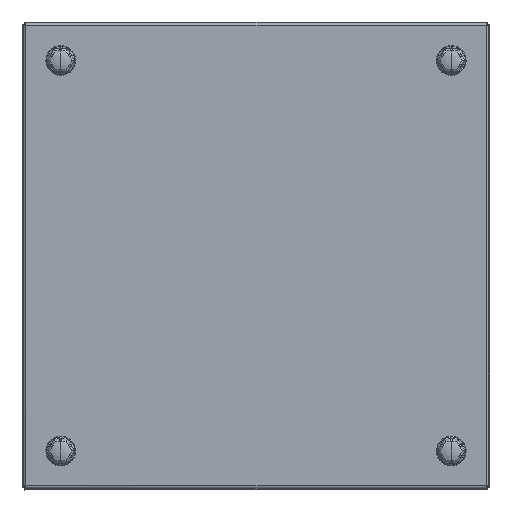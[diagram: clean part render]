
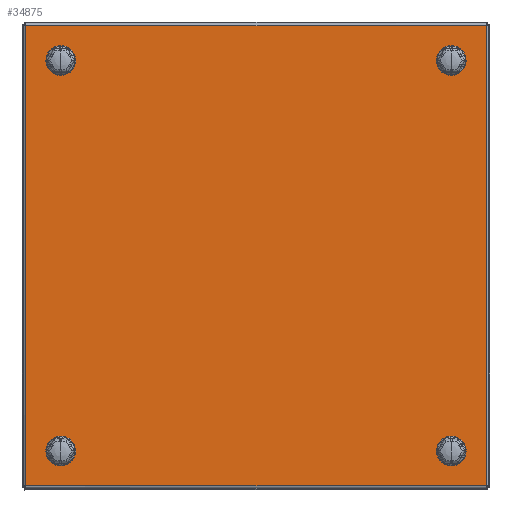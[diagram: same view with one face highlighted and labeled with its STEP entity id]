
A CAD part, top view. The second image highlights one B-rep face of the part: STEP entity #34875.
In plain terms, the highlighted planar face has unit normal (0, 0, 1).
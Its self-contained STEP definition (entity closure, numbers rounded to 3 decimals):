
#199 = EDGE_CURVE ( 'NONE', #30395, #20318, #11311, .T. ) ;
#272 = CARTESIAN_POINT ( 'NONE',  ( -83.5, 83.5, 100. ) ) ;
#763 = LINE ( 'NONE', #30195, #4050 ) ;
#860 = DIRECTION ( 'NONE',  ( 0., 0., 1. ) ) ;
#1041 = EDGE_LOOP ( 'NONE', ( #26526, #30800, #40464, #46767 ) ) ;
#3561 = VERTEX_POINT ( 'NONE', #31105 ) ;
#3810 = EDGE_CURVE ( 'NONE', #47063, #3561, #18711, .T. ) ;
#3957 = CARTESIAN_POINT ( 'NONE',  ( -80.75, 83.5, 100. ) ) ;
#4050 = VECTOR ( 'NONE', #16408, 1000. ) ;
#5069 = AXIS2_PLACEMENT_3D ( 'NONE', #5885, #34639, #34873 ) ;
#5121 = FACE_BOUND ( 'NONE', #17167, .T. ) ;
#5349 = FACE_BOUND ( 'NONE', #35360, .T. ) ;
#5762 = VERTEX_POINT ( 'NONE', #30886 ) ;
#5885 = CARTESIAN_POINT ( 'NONE',  ( 83.5, -83.5, 100. ) ) ;
#6480 = VERTEX_POINT ( 'NONE', #19169 ) ;
#6550 = CARTESIAN_POINT ( 'NONE',  ( -98.4, -98.4, 100. ) ) ;
#6641 = EDGE_CURVE ( 'NONE', #42202, #5762, #23569, .T. ) ;
#6643 = EDGE_LOOP ( 'NONE', ( #11090, #15080 ) ) ;
#7082 = DIRECTION ( 'NONE',  ( 0., 0., 1. ) ) ;
#7111 = VECTOR ( 'NONE', #36378, 1000. ) ;
#7349 = CARTESIAN_POINT ( 'NONE',  ( -86.25, -83.5, 100. ) ) ;
#7769 = CARTESIAN_POINT ( 'NONE',  ( -98.429, -98.4, 100. ) ) ;
#7819 = AXIS2_PLACEMENT_3D ( 'NONE', #28819, #7082, #44498 ) ;
#8558 = DIRECTION ( 'NONE',  ( 1., 0., 0. ) ) ;
#8979 = PLANE ( 'NONE',  #22425 ) ;
#9957 = VECTOR ( 'NONE', #14441, 1000. ) ;
#11090 = ORIENTED_EDGE ( 'NONE', *, *, #3810, .F. ) ;
#11311 = LINE ( 'NONE', #32800, #9957 ) ;
#11666 = DIRECTION ( 'NONE',  ( 1., 0., 0. ) ) ;
#11693 = AXIS2_PLACEMENT_3D ( 'NONE', #33799, #22928, #30180 ) ;
#11882 = DIRECTION ( 'NONE',  ( 1., 0., 0. ) ) ;
#12430 = CIRCLE ( 'NONE', #41736, 2.75 ) ;
#12471 = CIRCLE ( 'NONE', #29441, 2.75 ) ;
#12615 = FACE_BOUND ( 'NONE', #46743, .T. ) ;
#13110 = VERTEX_POINT ( 'NONE', #46839 ) ;
#14441 = DIRECTION ( 'NONE',  ( 0., -1., 0. ) ) ;
#14765 = CIRCLE ( 'NONE', #11693, 2.75 ) ;
#15080 = ORIENTED_EDGE ( 'NONE', *, *, #36415, .F. ) ;
#15276 = CARTESIAN_POINT ( 'NONE',  ( 80.75, -83.5, 100. ) ) ;
#16025 = ORIENTED_EDGE ( 'NONE', *, *, #42700, .F. ) ;
#16408 = DIRECTION ( 'NONE',  ( -1., 0., 0. ) ) ;
#17167 = EDGE_LOOP ( 'NONE', ( #33682, #27259 ) ) ;
#17689 = CARTESIAN_POINT ( 'NONE',  ( 83.5, 83.5, 100. ) ) ;
#18004 = CARTESIAN_POINT ( 'NONE',  ( 98.4, -98.4, 100. ) ) ;
#18711 = CIRCLE ( 'NONE', #45719, 2.75 ) ;
#18859 = CARTESIAN_POINT ( 'NONE',  ( -83.5, -83.5, 100. ) ) ;
#19169 = CARTESIAN_POINT ( 'NONE',  ( 86.25, 83.5, 100. ) ) ;
#19676 = VERTEX_POINT ( 'NONE', #40736 ) ;
#20318 = VERTEX_POINT ( 'NONE', #6550 ) ;
#20713 = AXIS2_PLACEMENT_3D ( 'NONE', #272, #25843, #40824 ) ;
#22425 = AXIS2_PLACEMENT_3D ( 'NONE', #34808, #27336, #41355 ) ;
#22844 = CARTESIAN_POINT ( 'NONE',  ( -80.75, -83.5, 100. ) ) ;
#22928 = DIRECTION ( 'NONE',  ( 0., 0., 1. ) ) ;
#23466 = VERTEX_POINT ( 'NONE', #18004 ) ;
#23569 = CIRCLE ( 'NONE', #5069, 2.75 ) ;
#23832 = CIRCLE ( 'NONE', #20713, 2.75 ) ;
#24474 = DIRECTION ( 'NONE',  ( 0., 0., 1. ) ) ;
#25536 = CIRCLE ( 'NONE', #30182, 2.75 ) ;
#25797 = ORIENTED_EDGE ( 'NONE', *, *, #41182, .F. ) ;
#25843 = DIRECTION ( 'NONE',  ( 0., 0., 1. ) ) ;
#26108 = LINE ( 'NONE', #7769, #39303 ) ;
#26526 = ORIENTED_EDGE ( 'NONE', *, *, #199, .T. ) ;
#27259 = ORIENTED_EDGE ( 'NONE', *, *, #36021, .F. ) ;
#27336 = DIRECTION ( 'NONE',  ( 0., 0., 1. ) ) ;
#27937 = LINE ( 'NONE', #33223, #7111 ) ;
#28721 = VERTEX_POINT ( 'NONE', #7349 ) ;
#28819 = CARTESIAN_POINT ( 'NONE',  ( 83.5, -83.5, 100. ) ) ;
#29441 = AXIS2_PLACEMENT_3D ( 'NONE', #37790, #860, #8558 ) ;
#30180 = DIRECTION ( 'NONE',  ( 1., 0., 0. ) ) ;
#30182 = AXIS2_PLACEMENT_3D ( 'NONE', #18859, #33610, #11882 ) ;
#30195 = CARTESIAN_POINT ( 'NONE',  ( 98.429, 98.4, 100. ) ) ;
#30395 = VERTEX_POINT ( 'NONE', #40468 ) ;
#30800 = ORIENTED_EDGE ( 'NONE', *, *, #33671, .T. ) ;
#30886 = CARTESIAN_POINT ( 'NONE',  ( 86.25, -83.5, 100. ) ) ;
#31105 = CARTESIAN_POINT ( 'NONE',  ( -86.25, 83.5, 100. ) ) ;
#32484 = CIRCLE ( 'NONE', #7819, 2.75 ) ;
#32800 = CARTESIAN_POINT ( 'NONE',  ( -98.4, 98.429, 100. ) ) ;
#33223 = CARTESIAN_POINT ( 'NONE',  ( 98.4, -98.429, 100. ) ) ;
#33610 = DIRECTION ( 'NONE',  ( 0., 0., 1. ) ) ;
#33671 = EDGE_CURVE ( 'NONE', #20318, #23466, #26108, .T. ) ;
#33682 = ORIENTED_EDGE ( 'NONE', *, *, #40456, .F. ) ;
#33799 = CARTESIAN_POINT ( 'NONE',  ( -83.5, -83.5, 100. ) ) ;
#34488 = VERTEX_POINT ( 'NONE', #22844 ) ;
#34574 = FACE_OUTER_BOUND ( 'NONE', #1041, .T. ) ;
#34639 = DIRECTION ( 'NONE',  ( 0., 0., 1. ) ) ;
#34808 = CARTESIAN_POINT ( 'NONE',  ( -99.5, 99.5, 100. ) ) ;
#34873 = DIRECTION ( 'NONE',  ( 1., 0., 0. ) ) ;
#34875 = ADVANCED_FACE ( 'NONE', ( #38222, #5121, #5349, #12615, #34574 ), #8979, .T. ) ;
#35360 = EDGE_LOOP ( 'NONE', ( #37900, #16025 ) ) ;
#35395 = EDGE_CURVE ( 'NONE', #34488, #28721, #25536, .T. ) ;
#36021 = EDGE_CURVE ( 'NONE', #19676, #6480, #12471, .T. ) ;
#36378 = DIRECTION ( 'NONE',  ( 0., 1., 0. ) ) ;
#36415 = EDGE_CURVE ( 'NONE', #3561, #47063, #23832, .T. ) ;
#37790 = CARTESIAN_POINT ( 'NONE',  ( 83.5, 83.5, 100. ) ) ;
#37843 = DIRECTION ( 'NONE',  ( 1., 0., 0. ) ) ;
#37900 = ORIENTED_EDGE ( 'NONE', *, *, #35395, .F. ) ;
#38222 = FACE_BOUND ( 'NONE', #6643, .T. ) ;
#39303 = VECTOR ( 'NONE', #44952, 1000. ) ;
#40456 = EDGE_CURVE ( 'NONE', #6480, #19676, #12430, .T. ) ;
#40464 = ORIENTED_EDGE ( 'NONE', *, *, #43187, .T. ) ;
#40468 = CARTESIAN_POINT ( 'NONE',  ( -98.4, 98.4, 100. ) ) ;
#40736 = CARTESIAN_POINT ( 'NONE',  ( 80.75, 83.5, 100. ) ) ;
#40824 = DIRECTION ( 'NONE',  ( 1., 0., 0. ) ) ;
#40996 = CARTESIAN_POINT ( 'NONE',  ( -83.5, 83.5, 100. ) ) ;
#41182 = EDGE_CURVE ( 'NONE', #5762, #42202, #32484, .T. ) ;
#41355 = DIRECTION ( 'NONE',  ( 0., -1., 0. ) ) ;
#41736 = AXIS2_PLACEMENT_3D ( 'NONE', #17689, #24474, #11666 ) ;
#42202 = VERTEX_POINT ( 'NONE', #15276 ) ;
#42700 = EDGE_CURVE ( 'NONE', #28721, #34488, #14765, .T. ) ;
#43187 = EDGE_CURVE ( 'NONE', #23466, #13110, #27937, .T. ) ;
#43704 = EDGE_CURVE ( 'NONE', #13110, #30395, #763, .T. ) ;
#44498 = DIRECTION ( 'NONE',  ( 1., 0., 0. ) ) ;
#44952 = DIRECTION ( 'NONE',  ( 1., 0., 0. ) ) ;
#45306 = DIRECTION ( 'NONE',  ( 0., 0., 1. ) ) ;
#45719 = AXIS2_PLACEMENT_3D ( 'NONE', #40996, #45306, #37843 ) ;
#46039 = ORIENTED_EDGE ( 'NONE', *, *, #6641, .F. ) ;
#46743 = EDGE_LOOP ( 'NONE', ( #25797, #46039 ) ) ;
#46767 = ORIENTED_EDGE ( 'NONE', *, *, #43704, .T. ) ;
#46839 = CARTESIAN_POINT ( 'NONE',  ( 98.4, 98.4, 100. ) ) ;
#47063 = VERTEX_POINT ( 'NONE', #3957 ) ;
